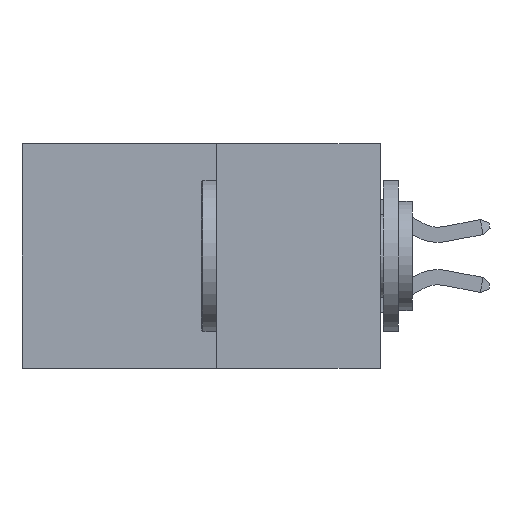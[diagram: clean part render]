
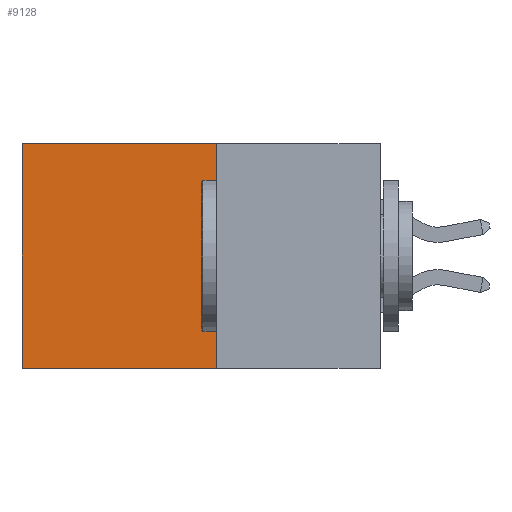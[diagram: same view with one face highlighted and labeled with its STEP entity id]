
A CAD part, left-side view. The second image highlights one B-rep face of the part: STEP entity #9128.
In plain terms, the highlighted planar face has unit normal (-1, 0, 0).
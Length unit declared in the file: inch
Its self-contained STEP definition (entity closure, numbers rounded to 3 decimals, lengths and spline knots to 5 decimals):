
#430 = EDGE_CURVE ( 'NONE', #10758, #7245, #14069, .T. ) ;
#1048 = EDGE_CURVE ( 'NONE', #10758, #2893, #11024, .T. ) ;
#1089 = CARTESIAN_POINT ( 'NONE',  ( 0.277, 0.27, -0.37 ) ) ;
#1680 = VECTOR ( 'NONE', #4242, 39.37008 ) ;
#2699 = ORIENTED_EDGE ( 'NONE', *, *, #8051, .T. ) ;
#2893 = VERTEX_POINT ( 'NONE', #10818 ) ;
#4242 = DIRECTION ( 'NONE',  ( 0., 0., -1. ) ) ;
#4491 = DIRECTION ( 'NONE',  ( 0., 0., -1. ) ) ;
#4850 = LINE ( 'NONE', #18785, #17300 ) ;
#5307 = CARTESIAN_POINT ( 'NONE',  ( 0.277, 0.27, 0. ) ) ;
#5788 = DIRECTION ( 'NONE',  ( 0., 1., 0. ) ) ;
#6538 = AXIS2_PLACEMENT_3D ( 'NONE', #1089, #14280, #4491 ) ;
#6916 = CARTESIAN_POINT ( 'NONE',  ( 0.277, 0.59, -0.37 ) ) ;
#7245 = VERTEX_POINT ( 'NONE', #21048 ) ;
#8051 = EDGE_CURVE ( 'NONE', #7245, #16117, #10936, .T. ) ;
#8158 = EDGE_LOOP ( 'NONE', ( #2699, #8464, #15969, #10780 ) ) ;
#8464 = ORIENTED_EDGE ( 'NONE', *, *, #10775, .F. ) ;
#8582 = DIRECTION ( 'NONE',  ( 0., 0., -1. ) ) ;
#9128 = ADVANCED_FACE ( 'NONE', ( #18137 ), #12648, .F. ) ;
#9789 = VECTOR ( 'NONE', #18716, 39.37008 ) ;
#10758 = VERTEX_POINT ( 'NONE', #15543 ) ;
#10775 = EDGE_CURVE ( 'NONE', #2893, #16117, #4850, .T. ) ;
#10780 = ORIENTED_EDGE ( 'NONE', *, *, #430, .T. ) ;
#10818 = CARTESIAN_POINT ( 'NONE',  ( 0.277, 0.27, -0.37 ) ) ;
#10936 = LINE ( 'NONE', #6916, #19002 ) ;
#11024 = LINE ( 'NONE', #19503, #1680 ) ;
#12418 = CARTESIAN_POINT ( 'NONE',  ( 0.277, 0.59, -0.37 ) ) ;
#12648 = PLANE ( 'NONE',  #6538 ) ;
#14069 = LINE ( 'NONE', #5307, #9789 ) ;
#14280 = DIRECTION ( 'NONE',  ( 1., 0., 0. ) ) ;
#15543 = CARTESIAN_POINT ( 'NONE',  ( 0.277, 0.27, 0. ) ) ;
#15969 = ORIENTED_EDGE ( 'NONE', *, *, #1048, .F. ) ;
#16117 = VERTEX_POINT ( 'NONE', #12418 ) ;
#17300 = VECTOR ( 'NONE', #5788, 39.37008 ) ;
#18137 = FACE_OUTER_BOUND ( 'NONE', #8158, .T. ) ;
#18716 = DIRECTION ( 'NONE',  ( 0., 1., 0. ) ) ;
#18785 = CARTESIAN_POINT ( 'NONE',  ( 0.277, 0.27, -0.37 ) ) ;
#19002 = VECTOR ( 'NONE', #8582, 39.37008 ) ;
#19503 = CARTESIAN_POINT ( 'NONE',  ( 0.277, 0.27, -0.37 ) ) ;
#21048 = CARTESIAN_POINT ( 'NONE',  ( 0.277, 0.59, 0. ) ) ;
